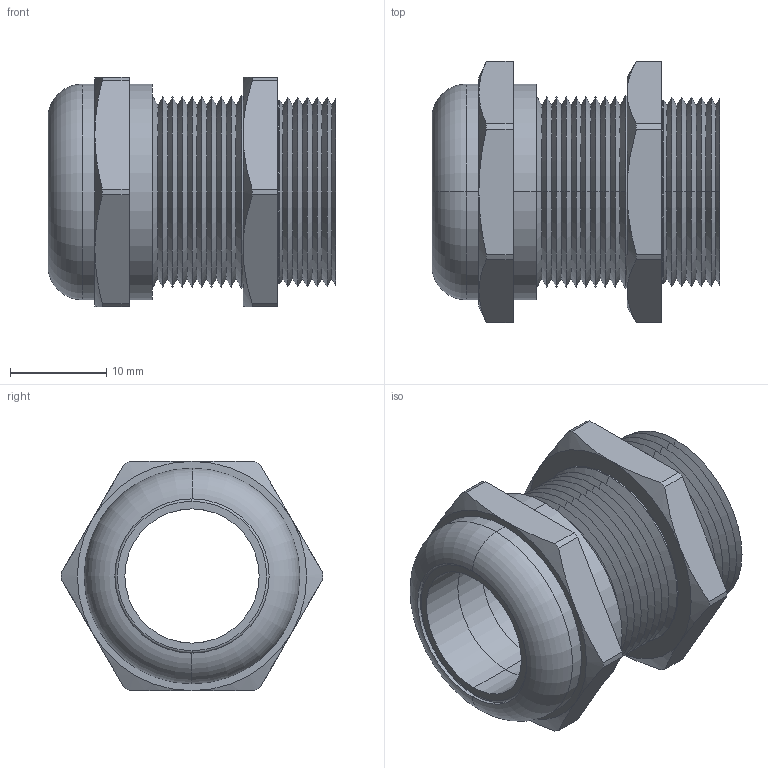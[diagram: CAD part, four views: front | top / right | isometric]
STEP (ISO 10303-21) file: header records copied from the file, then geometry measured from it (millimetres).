
FILE_DESCRIPTION (( 'STEP AP203' ), '1' );
FILE_NAME ('CD22MA-BR.STEP', '2008-06-11T16:51:18', ( 'BSI05' ), ( 'BAYSTATE' ), 'SwSTEP 2.0', 'SolidWorks 2007', '' );
FILE_SCHEMA (( 'CONFIG_CONTROL_DESIGN' ));
Length unit declared in the file: inch
Products named in the file (1): CD22MA-BR
Bounding box: 29.97 x 27.22 x 23.88 mm (x, y, z)
Volume: 5492.8 mm3; surface area: 5732.3 mm2
Topology: 2 solids, 2 shells, 129 faces, 278 edges, 158 vertices
Faces by surface type: cone 74, cylinder 26, plane 21, torus 8
Entity records: 3631 total; most frequent: CARTESIAN_POINT 702, DIRECTION 656, ORIENTED_EDGE 556, EDGE_CURVE 278, AXIS2_PLACEMENT_3D 272, VERTEX_POINT 158, CIRCLE 142, EDGE_LOOP 138
